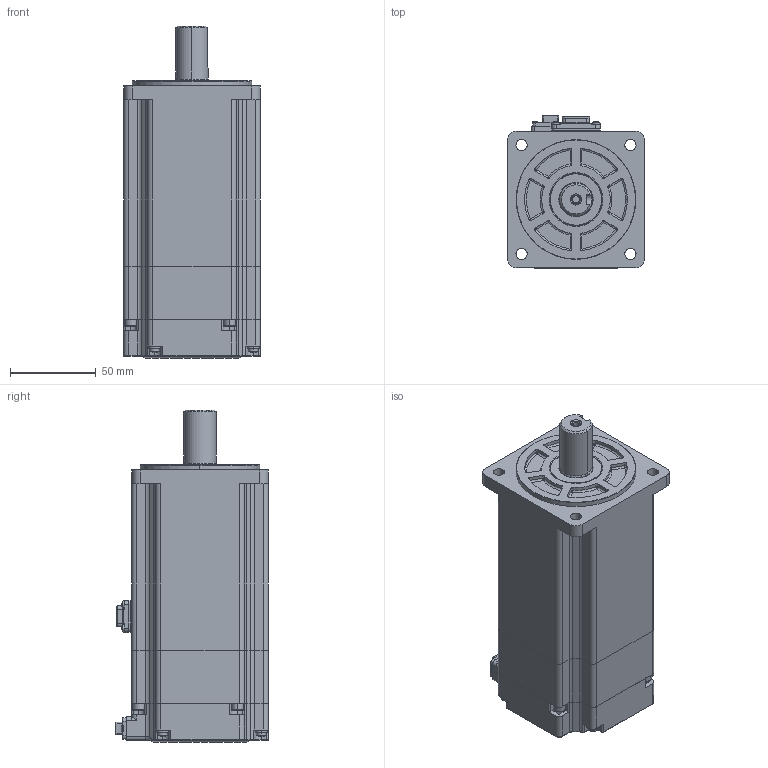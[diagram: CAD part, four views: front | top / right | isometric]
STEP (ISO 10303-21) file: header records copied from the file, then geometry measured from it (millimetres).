
FILE_DESCRIPTION (( 'STEP AP203' ), '1' );
FILE_NAME ('MS6H-80TH30BZ3-21P0.STEP', '2024-01-22T03:27:35', ( '' ), ( '' ), 'SwSTEP 2.0', 'SolidWorks 2022', '' );
FILE_SCHEMA (( 'CONFIG_CONTROL_DESIGN' ));
Length unit declared in the file: millimetre
Products named in the file (1): MS6H-80TH30BZ3-21P0
Bounding box: 80 x 89.3 x 194 mm (x, y, z)
Surface area: 70049.8 mm2 (no closed solid volume)
Topology: 0 solids, 31 shells, 795 faces, 2605 edges, 1798 vertices
Faces by surface type: plane 358, cylinder 291, torus 65, sphere 44, cone 27, bspline 10
Entity records: 29111 total; most frequent: CARTESIAN_POINT 6110, DIRECTION 5133, ORIENTED_EDGE 4180, EDGE_CURVE 2580, AXIS2_PLACEMENT_3D 1815, VERTEX_POINT 1786, LINE 1503, VECTOR 1503
